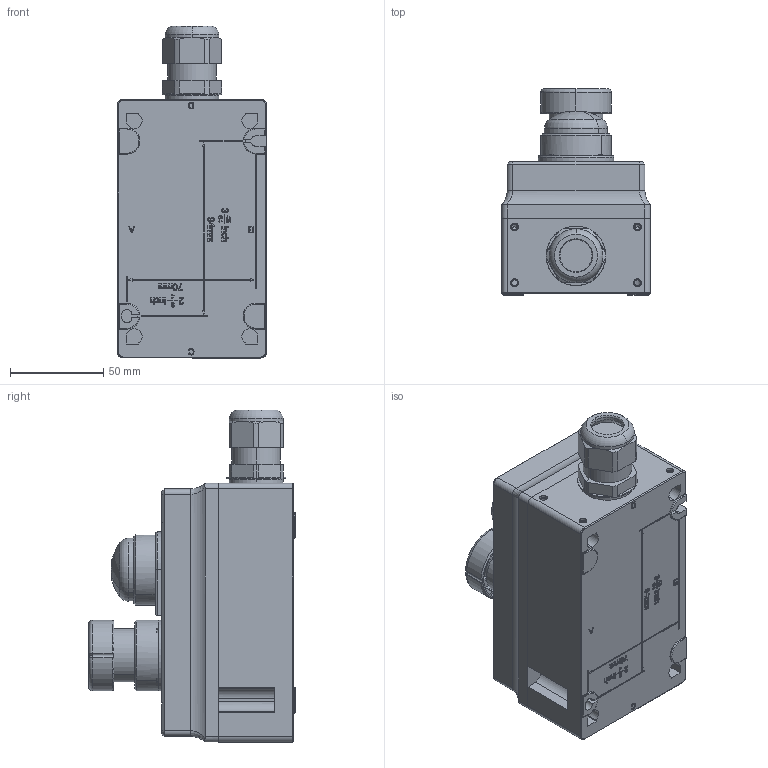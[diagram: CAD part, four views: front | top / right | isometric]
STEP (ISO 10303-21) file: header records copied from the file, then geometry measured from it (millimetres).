
FILE_DESCRIPTION (( 'STEP AP203' ), '1' );
FILE_NAME ('8040_1280_-10-08M01.STEP', '2014-10-13T08:12:43', ( '' ), ( '' ), 'SwSTEP 2.0', 'SolidWorks 2014', '' );
FILE_SCHEMA (( 'CONFIG_CONTROL_DESIGN' ));
Length unit declared in the file: millimetre
Products named in the file (30): 81_610_78_01_0_Vereinfacht; 86_028_07_17_0_AA_3d export; 86_029_02_28_0; 86_029_18_80_0; 80_409_02_05_6_3d export; 86_020_75_02_0_3d export; 86_029_04_26_0; 81_610_78_01_0_Stutzen_Vereinfacht; 86_029_01_80_0; 86_028_01_17_0_HA_3d export; 375_621a0; 81_610_78_01_0_Dichtung; 86_029_06_24_0_Ohne Text; 509_626_0; 375_621b0; 81_610_78_01_0_Reduzierdichtung; 86_029_18_15_0_3d export; 80_409_05_04_0_m. Bohr. f. M25 an D 80_409_08_04_0; 375_621d0; 81_610_78_01_0_Hutmutter_Vereinfacht; 86_020_95_02_0_3d export; 86_029_04_80_0; 375_621e0; Anschlussgewindedichtung_M25; 86_029_07_95_0; 8040_1280_-10-08M01; 375_621_0_3d export; Staubschutzkappe_M25; 86_029_01_84_0-Schilder Rot_86 029 30 85 0-Rot; 86_029_05_24_6_3d export 0 I
Assembly tree (33 placements, depth 5):
  8040_1280_-10-08M01
    80_409_02_05_6_3d export
    81_610_78_01_0_Vereinfacht
      81_610_78_01_0_Stutzen_Vereinfacht
      81_610_78_01_0_Dichtung
      81_610_78_01_0_Reduzierdichtung
      81_610_78_01_0_Hutmutter_Vereinfacht
      Anschlussgewindedichtung_M25
      Staubschutzkappe_M25
    86_028_07_17_0_AA_3d export
      86_020_95_02_0_3d export
        86_029_01_80_0
        86_029_06_24_0_Ohne Text
        86_029_18_15_0_3d export
      86_029_07_95_0
      86_029_01_84_0-Schilder Rot_86 029 30 85 0-Rot
    86_028_01_17_0_HA_3d export
      86_020_75_02_0_3d export
        86_029_18_80_0
        86_029_04_26_0
        375_621_0_3d export
          375_621a0
          375_621b0
          375_621d0
          375_621e0
        86_029_05_24_6_3d export 0 I
        86_029_02_28_0
      86_029_07_95_0
    509_626_0  x4
    80_409_05_04_0_m. Bohr. f. M25 an D 80_409_08_04_0
    86_029_04_80_0
Bounding box: 80 x 110.9 x 178.31 mm (x, y, z)
Volume: 250346.7 mm3; surface area: 186592.2 mm2
Topology: 27 solids, 27 shells, 4863 faces, 13239 edges, 8541 vertices
Faces by surface type: plane 2420, cylinder 1164, cone 587, bspline 367, torus 291, sphere 34
Entity records: 174853 total; most frequent: CARTESIAN_POINT 53648, ORIENTED_EDGE 25786, DIRECTION 23522, EDGE_CURVE 12893, VERTEX_POINT 8347, AXIS2_PLACEMENT_3D 8322, VECTOR 6878, LINE 6878
